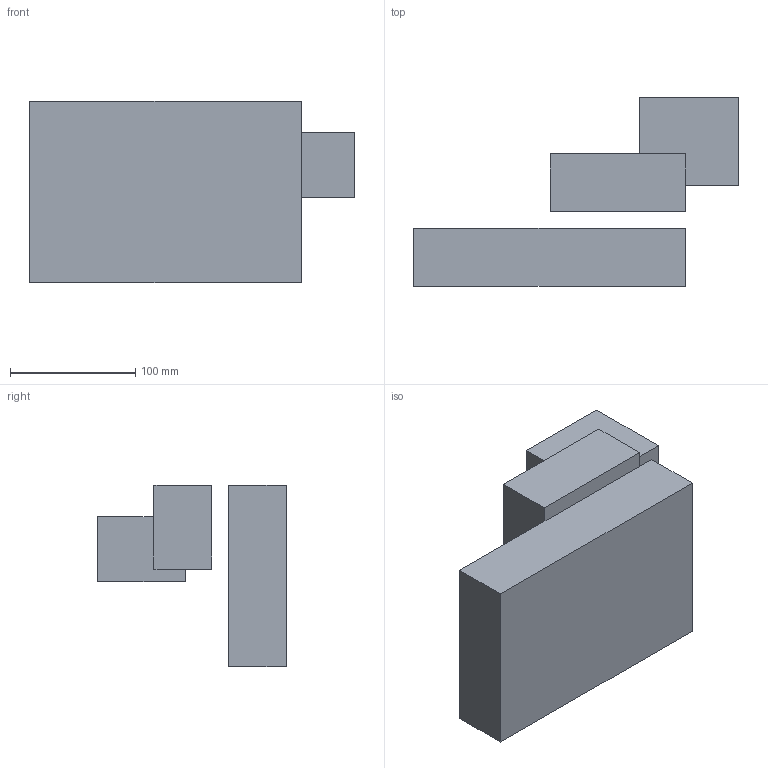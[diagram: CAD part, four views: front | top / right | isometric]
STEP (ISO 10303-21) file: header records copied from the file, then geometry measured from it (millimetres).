
FILE_DESCRIPTION(('CATIA V5 STEP Exchange'),'2;1');
FILE_NAME('Product2.stp','2016-01-04T00:23:14+00:00',('none'),('none'),'CATIA Version 5 Release 19 SP 4 (IN-10)','CATIA V5 STEP AP203','none');
FILE_SCHEMA(('CONFIG_CONTROL_DESIGN'));
Length unit declared in the file: millimetre
Products named in the file (1): Product2
Assembly tree (3 placements, depth 2):
  Product2
    #58
    #233
    #408
Bounding box: 259.42 x 150.76 x 145 mm (x, y, z)
Volume: 2079016.4 mm3; surface area: 153741.5 mm2
Topology: 3 solids, 3 shells, 18 faces, 36 edges, 24 vertices
Faces by surface type: plane 18
Entity records: 566 total; most frequent: CARTESIAN_POINT 84, DIRECTION 84, ORIENTED_EDGE 72, VECTOR 36, EDGE_CURVE 36, LINE 36, AXIS2_PLACEMENT_3D 24, VERTEX_POINT 24
